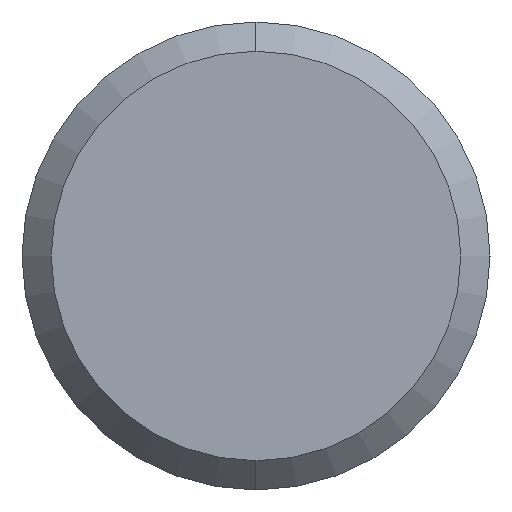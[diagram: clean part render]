
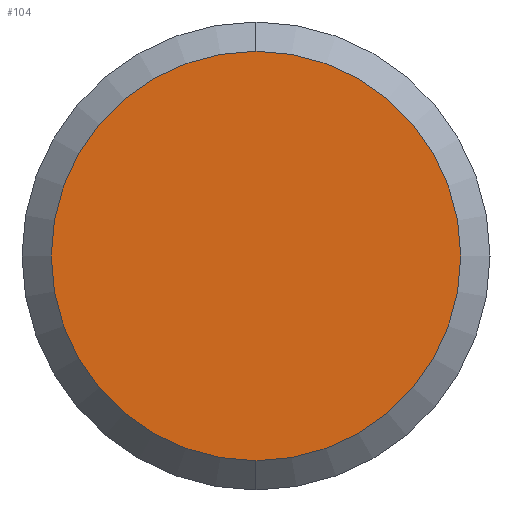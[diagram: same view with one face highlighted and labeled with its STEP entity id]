
A CAD part, left-side view. The second image highlights one B-rep face of the part: STEP entity #104.
In plain terms, the highlighted planar face has unit normal (-1, 0, 0).
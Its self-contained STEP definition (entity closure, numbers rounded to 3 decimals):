
#5 = DIRECTION ( 'NONE',  ( 0., 0., 1. ) ) ;
#11 = CIRCLE ( 'NONE', #129, 7. ) ;
#18 = DIRECTION ( 'NONE',  ( 0., 0., 1. ) ) ;
#58 = CARTESIAN_POINT ( 'NONE',  ( -240., 0., 7. ) ) ;
#80 = CARTESIAN_POINT ( 'NONE',  ( -240., 0., 0. ) ) ;
#100 = DIRECTION ( 'NONE',  ( 1., 0., 0. ) ) ;
#102 = VERTEX_POINT ( 'NONE', #158 ) ;
#104 = ADVANCED_FACE ( 'NONE', ( #173 ), #240, .F. ) ;
#107 = CARTESIAN_POINT ( 'NONE',  ( -240., 0., 0. ) ) ;
#111 = EDGE_LOOP ( 'NONE', ( #178, #145 ) ) ;
#118 = CARTESIAN_POINT ( 'NONE',  ( -240., 0., 0. ) ) ;
#129 = AXIS2_PLACEMENT_3D ( 'NONE', #118, #238, #18 ) ;
#138 = DIRECTION ( 'NONE',  ( 0., 0., -1. ) ) ;
#143 = AXIS2_PLACEMENT_3D ( 'NONE', #80, #100, #138 ) ;
#145 = ORIENTED_EDGE ( 'NONE', *, *, #161, .T. ) ;
#158 = CARTESIAN_POINT ( 'NONE',  ( -240., 0., -7. ) ) ;
#161 = EDGE_CURVE ( 'NONE', #174, #102, #11, .T. ) ;
#173 = FACE_OUTER_BOUND ( 'NONE', #111, .T. ) ;
#174 = VERTEX_POINT ( 'NONE', #58 ) ;
#178 = ORIENTED_EDGE ( 'NONE', *, *, #235, .T. ) ;
#179 = DIRECTION ( 'NONE',  ( -1., 0., 0. ) ) ;
#195 = AXIS2_PLACEMENT_3D ( 'NONE', #107, #179, #5 ) ;
#198 = CIRCLE ( 'NONE', #195, 7. ) ;
#235 = EDGE_CURVE ( 'NONE', #102, #174, #198, .T. ) ;
#238 = DIRECTION ( 'NONE',  ( -1., 0., 0. ) ) ;
#240 = PLANE ( 'NONE',  #143 ) ;
